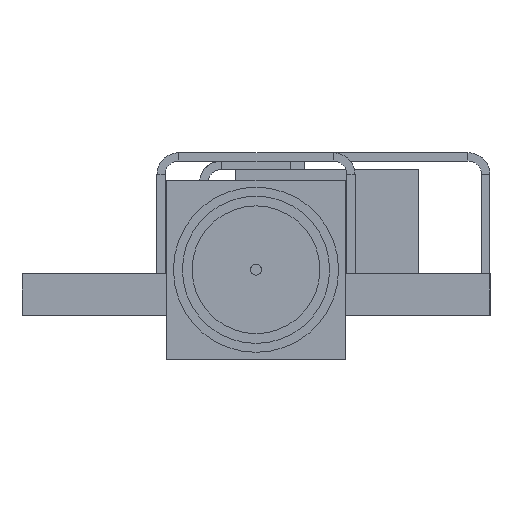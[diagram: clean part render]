
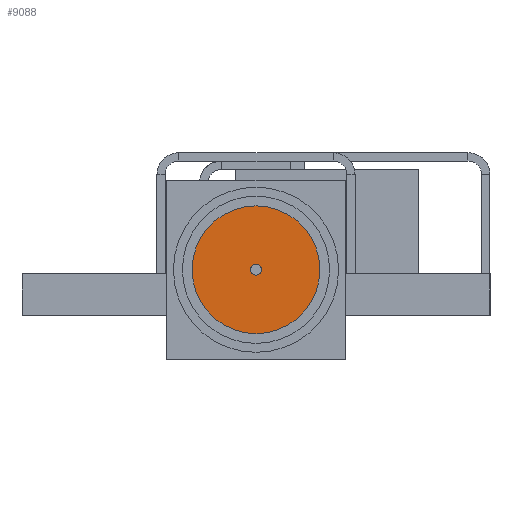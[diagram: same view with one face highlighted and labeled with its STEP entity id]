
A CAD part, left-side view. The second image highlights one B-rep face of the part: STEP entity #9088.
In plain terms, the highlighted planar face has unit normal (-1, 0, 0).
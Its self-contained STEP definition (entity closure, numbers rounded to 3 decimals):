
#9088=ADVANCED_FACE('',(#21684,#21686),#21688,.T.);
#21684=FACE_BOUND('',#21685,.T.);
#21685=EDGE_LOOP('',(#26817));
#21686=FACE_BOUND('',#21687,.T.);
#21687=EDGE_LOOP('',(#26818));
#21688=PLANE('',#21689);
#21689=AXIS2_PLACEMENT_3D('',#21690,#21691,#21692);
#21690=CARTESIAN_POINT('',(-20.4,0.,1.65));
#21691=DIRECTION('',(-1.,0.,0.));
#21692=DIRECTION('',(0.,-1.,0.));
#26817=ORIENTED_EDGE('',*,*,#28331,.T.);
#26818=ORIENTED_EDGE('',*,*,#28330,.F.);
#28330=EDGE_CURVE('',#31889,#31889,#31890,.T.);
#28331=EDGE_CURVE('',#31891,#31891,#31892,.T.);
#31889=VERTEX_POINT('',#50397);
#31890=CIRCLE('',#50398,0.2);
#31891=VERTEX_POINT('',#50402);
#31892=CIRCLE('',#50403,2.32);
#50397=CARTESIAN_POINT('',(-20.4,-0.2,1.65));
#50398=AXIS2_PLACEMENT_3D('',#50399,#50400,#50401);
#50399=CARTESIAN_POINT('',(-20.4,0.,1.65));
#50400=DIRECTION('',(-1.,0.,0.));
#50401=DIRECTION('',(0.,1.,0.));
#50402=CARTESIAN_POINT('',(-20.4,-2.32,1.65));
#50403=AXIS2_PLACEMENT_3D('',#50404,#50405,#50406);
#50404=CARTESIAN_POINT('',(-20.4,0.,1.65));
#50405=DIRECTION('',(-1.,0.,0.));
#50406=DIRECTION('',(0.,1.,0.));
